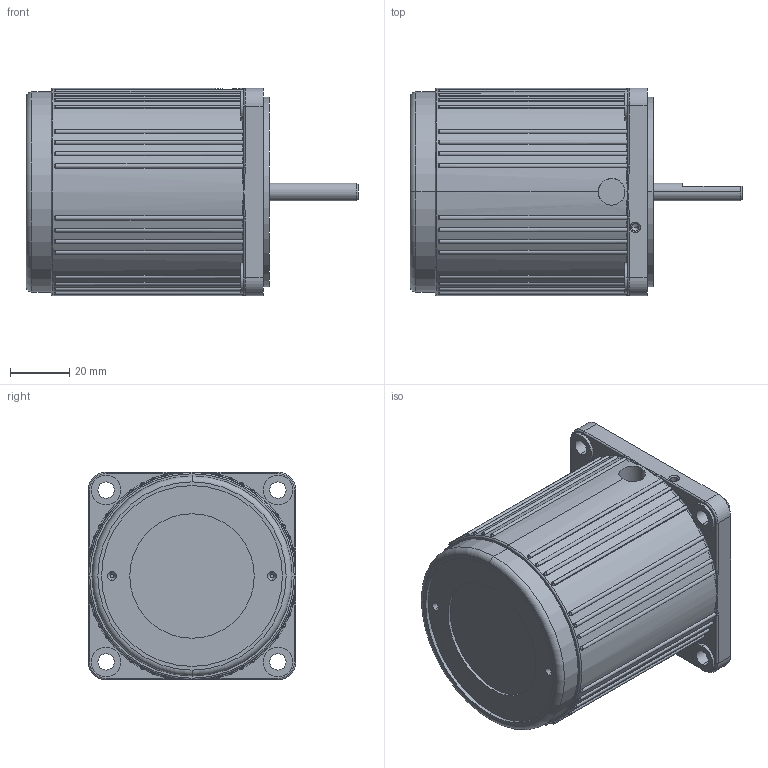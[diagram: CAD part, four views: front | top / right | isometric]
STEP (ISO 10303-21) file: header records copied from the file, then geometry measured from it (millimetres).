
FILE_DESCRIPTION (( 'STEP AP203' ), '1' );
FILE_NAME ('3IK15A.STEP', '2020-01-08T02:06:27', ( 'Sky123.Org' ), ( 'Sky123.Org' ), 'SwSTEP 2.0', 'SolidWorks 2014', '' );
FILE_SCHEMA (( 'CONFIG_CONTROL_DESIGN' ));
Length unit declared in the file: millimetre
Products named in the file (1): 3IK15A
Bounding box: 112 x 70 x 70 mm (x, y, z)
Volume: 314840.3 mm3; surface area: 31048.1 mm2
Topology: 1 solids, 1 shells, 315 faces, 848 edges, 529 vertices
Faces by surface type: torus 108, cylinder 100, plane 64, bspline 32, cone 11
Entity records: 11320 total; most frequent: CARTESIAN_POINT 3539, DIRECTION 1665, ORIENTED_EDGE 1660, EDGE_CURVE 830, AXIS2_PLACEMENT_3D 747, VERTEX_POINT 529, CIRCLE 463, EDGE_LOOP 335
